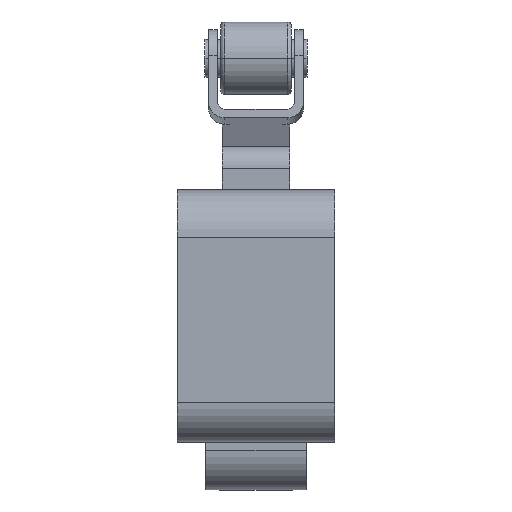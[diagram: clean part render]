
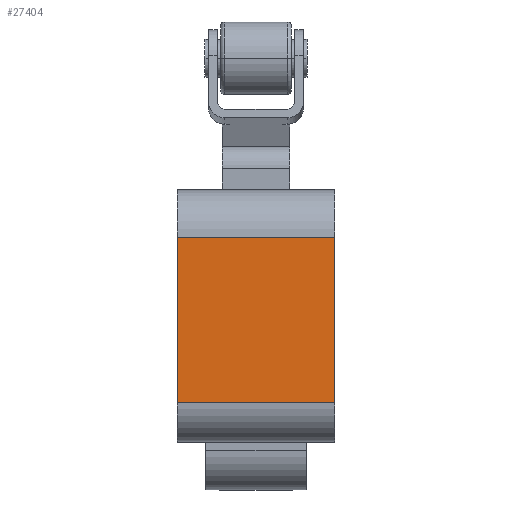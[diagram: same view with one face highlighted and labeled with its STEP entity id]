
A CAD part, top view. The second image highlights one B-rep face of the part: STEP entity #27404.
In plain terms, the highlighted planar face has unit normal (0, 0, 1).
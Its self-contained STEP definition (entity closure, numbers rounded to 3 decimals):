
#792 = EDGE_CURVE ( 'NONE', #21408, #24153, #11220, .T. ) ;
#1856 = CARTESIAN_POINT ( 'NONE',  ( 4.99, -5.5, 14. ) ) ;
#2153 = DIRECTION ( 'NONE',  ( -1., 0., 0. ) ) ;
#3182 = CARTESIAN_POINT ( 'NONE',  ( 4.99, -5.5, 14. ) ) ;
#4384 = DIRECTION ( 'NONE',  ( 0., -1., 0. ) ) ;
#5890 = VECTOR ( 'NONE', #2153, 1000. ) ;
#6198 = EDGE_LOOP ( 'NONE', ( #20601, #22246, #14075, #24018 ) ) ;
#8559 = EDGE_CURVE ( 'NONE', #25389, #16414, #19757, .T. ) ;
#9259 = EDGE_CURVE ( 'NONE', #24153, #16414, #17905, .T. ) ;
#9526 = VECTOR ( 'NONE', #4384, 1000. ) ;
#10572 = DIRECTION ( 'NONE',  ( 0., 0., -1. ) ) ;
#11220 = LINE ( 'NONE', #24856, #9526 ) ;
#14075 = ORIENTED_EDGE ( 'NONE', *, *, #792, .F. ) ;
#16414 = VERTEX_POINT ( 'NONE', #20984 ) ;
#17532 = DIRECTION ( 'NONE',  ( 0., -1., 0. ) ) ;
#17730 = VECTOR ( 'NONE', #17532, 1000. ) ;
#17905 = LINE ( 'NONE', #1856, #5890 ) ;
#18678 = CARTESIAN_POINT ( 'NONE',  ( 4.99, 5., 14. ) ) ;
#19738 = EDGE_CURVE ( 'NONE', #21408, #25389, #21554, .T. ) ;
#19757 = LINE ( 'NONE', #26284, #17730 ) ;
#19909 = DIRECTION ( 'NONE',  ( -1., 0., 0. ) ) ;
#20601 = ORIENTED_EDGE ( 'NONE', *, *, #8559, .T. ) ;
#20984 = CARTESIAN_POINT ( 'NONE',  ( -4.99, -5.5, 14. ) ) ;
#21408 = VERTEX_POINT ( 'NONE', #18678 ) ;
#21554 = LINE ( 'NONE', #21843, #28343 ) ;
#21838 = CARTESIAN_POINT ( 'NONE',  ( 4.99, 5., 14. ) ) ;
#21843 = CARTESIAN_POINT ( 'NONE',  ( 4.99, 5., 14. ) ) ;
#22246 = ORIENTED_EDGE ( 'NONE', *, *, #9259, .F. ) ;
#23919 = FACE_OUTER_BOUND ( 'NONE', #6198, .T. ) ;
#24018 = ORIENTED_EDGE ( 'NONE', *, *, #19738, .T. ) ;
#24153 = VERTEX_POINT ( 'NONE', #3182 ) ;
#24856 = CARTESIAN_POINT ( 'NONE',  ( 4.99, 5., 14. ) ) ;
#24932 = DIRECTION ( 'NONE',  ( -1., 0., 0. ) ) ;
#24975 = CARTESIAN_POINT ( 'NONE',  ( -4.99, 5., 14. ) ) ;
#25389 = VERTEX_POINT ( 'NONE', #24975 ) ;
#26141 = PLANE ( 'NONE',  #27337 ) ;
#26284 = CARTESIAN_POINT ( 'NONE',  ( -4.99, 5., 14. ) ) ;
#27337 = AXIS2_PLACEMENT_3D ( 'NONE', #21838, #10572, #24932 ) ;
#27404 = ADVANCED_FACE ( 'NONE', ( #23919 ), #26141, .F. ) ;
#28343 = VECTOR ( 'NONE', #19909, 1000. ) ;
